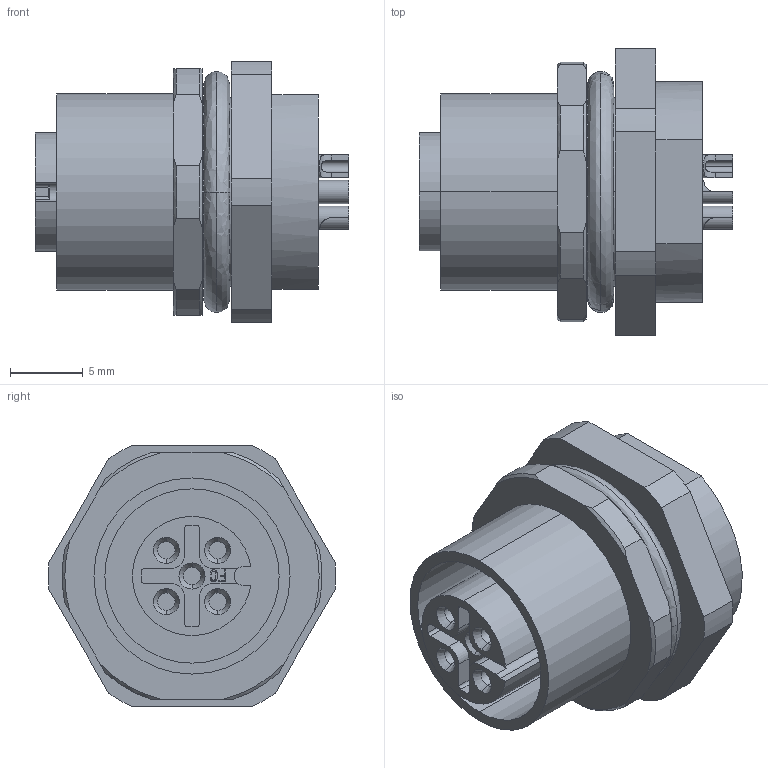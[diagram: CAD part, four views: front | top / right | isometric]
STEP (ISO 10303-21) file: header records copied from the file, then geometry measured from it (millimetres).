
FILE_DESCRIPTION (( 'STEP AP203' ), '1' );
FILE_NAME ('P184.STEP', '2020-03-31T05:57:09', ( 'edpusr' ), ( 'Microsoft' ), 'SwSTEP 2.0', 'SolidWorks 2015', '' );
FILE_SCHEMA (( 'CONFIG_CONTROL_DESIGN' ));
Length unit declared in the file: millimetre
Products named in the file (1): P184
Bounding box: 21.6 x 19.79 x 18 mm (x, y, z)
Volume: 2850.8 mm3; surface area: 2962.6 mm2
Topology: 3 solids, 3 shells, 191 faces, 487 edges, 308 vertices
Faces by surface type: plane 74, cylinder 73, cone 32, bspline 12
Entity records: 6537 total; most frequent: CARTESIAN_POINT 1886, ORIENTED_EDGE 954, DIRECTION 948, EDGE_CURVE 477, AXIS2_PLACEMENT_3D 346, VERTEX_POINT 308, LINE 256, VECTOR 256
